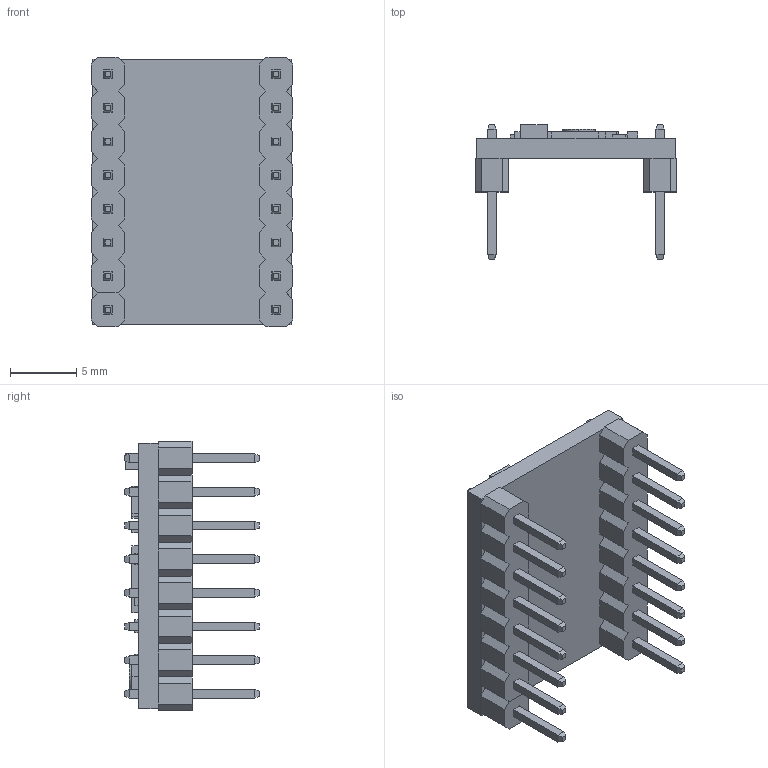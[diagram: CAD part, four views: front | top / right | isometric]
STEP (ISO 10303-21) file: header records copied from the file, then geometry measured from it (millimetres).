
FILE_DESCRIPTION (( 'STEP AP214' ), '1' );
FILE_NAME ('2111C06C-CF36-493B-BBE1-68AD0C30409E.STEP', '2024-01-29T18:55:43', ( '' ), ( '' ), 'SwSTEP 2.0', 'SolidWorks 2022', '' );
FILE_SCHEMA (( 'AUTOMOTIVE_DESIGN' ));
Length unit declared in the file: millimetre
Products named in the file (1): 2111C06C-CF36-493B-BBE1-68AD0C30409E
Bounding box: 15.24 x 10.16 x 20.32 mm (x, y, z)
Volume: 754.7 mm3; surface area: 1298.2 mm2
Topology: 8 solids, 8 shells, 652 faces, 1579 edges, 998 vertices
Faces by surface type: plane 593, bspline 57, cylinder 2
Entity records: 23611 total; most frequent: CARTESIAN_POINT 6480, ORIENTED_EDGE 3158, DIRECTION 2661, EDGE_CURVE 1579, LINE 1461, VECTOR 1461, VERTEX_POINT 998, EDGE_LOOP 709
